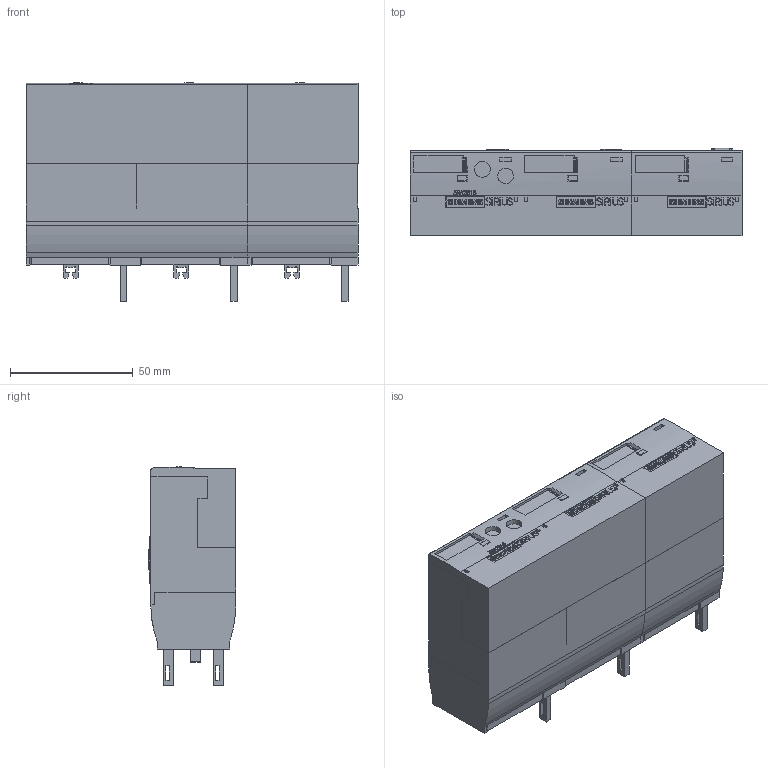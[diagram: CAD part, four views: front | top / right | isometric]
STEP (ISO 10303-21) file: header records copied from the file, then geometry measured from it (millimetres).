
FILE_DESCRIPTION(('STEP AP214'),'1');
FILE_NAME('cctmp_B2326C1E-40AC-44E6-B25B-33FC6D5196AA_2023_07_18_11_48_01_0309..stp','2023-07-18T09:48:02',('SIEMENS A&D'),('CADClick - www.CADClick.com'),'Spatial InterOp 3D postprocessed',' ','unknown authorization');
FILE_SCHEMA(('AUTOMOTIVE_DESIGN'));
Length unit declared in the file: millimetre
Products named in the file (5): cc_unnamed; 2023_07_18_11_48_01_0200; 2023_07_18_11_48_01_0169; 2023_07_18_11_48_01_0137; 2023_07_18_11_48_01_0106
Assembly tree (4 placements, depth 2):
  cc_unnamed
    2023_07_18_11_48_01_0200
    2023_07_18_11_48_01_0169
    2023_07_18_11_48_01_0137
    2023_07_18_11_48_01_0106
Bounding box: 135.02 x 35.61 x 88.85 mm (x, y, z)
Volume: 330982.5 mm3; surface area: 62497.9 mm2
Topology: 4 solids, 7 shells, 1763 faces, 4966 edges, 3297 vertices
Faces by surface type: plane 1451, cylinder 312
Entity records: 95155 total; most frequent: CARTESIAN_POINT 10239, STYLED_ITEM 10030, PRESENTATION_STYLE_ASSIGNMENT 10030, ORIENTED_EDGE 9932, DIRECTION 9280, EDGE_CURVE 4966, CURVE_STYLE 4966, DRAUGHTING_PRE_DEFINED_CURVE_FONT 4966
